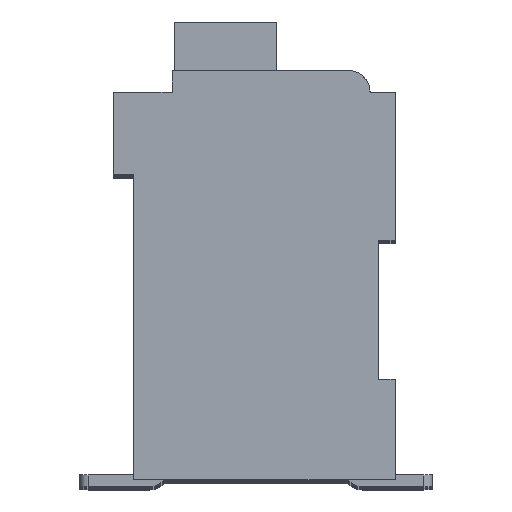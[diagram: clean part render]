
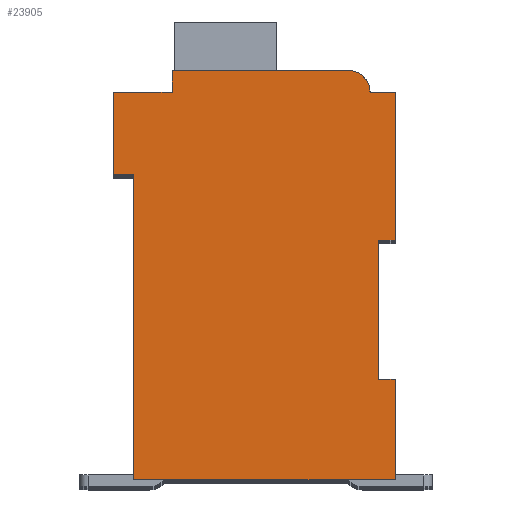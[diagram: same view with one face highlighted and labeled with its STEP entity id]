
A CAD part, top view. The second image highlights one B-rep face of the part: STEP entity #23905.
In plain terms, the highlighted planar face has unit normal (0, 0, 1).
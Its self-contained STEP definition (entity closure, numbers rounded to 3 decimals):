
#5774=DIRECTION('',(1.,0.,0.));
#5775=VECTOR('',#5774,0.5);
#5776=CARTESIAN_POINT('',(7.3,7.15,2.1));
#5777=LINE('',#5776,#5775);
#5778=DIRECTION('',(0.,1.,0.));
#5779=VECTOR('',#5778,4.15);
#5780=CARTESIAN_POINT('',(7.3,3.,2.1));
#5781=LINE('',#5780,#5779);
#5782=DIRECTION('',(-1.,0.,0.));
#5783=VECTOR('',#5782,0.5);
#5784=CARTESIAN_POINT('',(7.8,3.,2.1));
#5785=LINE('',#5784,#5783);
#5786=DIRECTION('',(0.,1.,0.));
#5787=VECTOR('',#5786,3.);
#5788=CARTESIAN_POINT('',(7.8,0.,2.1));
#5789=LINE('',#5788,#5787);
#5790=DIRECTION('',(1.,0.,0.));
#5791=VECTOR('',#5790,7.8);
#5792=CARTESIAN_POINT('',(0.,0.,2.1));
#5793=LINE('',#5792,#5791);
#5794=DIRECTION('',(0.,-1.,0.));
#5795=VECTOR('',#5794,9.1);
#5796=CARTESIAN_POINT('',(0.,9.1,2.1));
#5797=LINE('',#5796,#5795);
#5798=DIRECTION('',(1.,0.,0.));
#5799=VECTOR('',#5798,0.6);
#5800=CARTESIAN_POINT('',(-0.6,9.1,2.1));
#5801=LINE('',#5800,#5799);
#5802=DIRECTION('',(0.,-1.,0.));
#5803=VECTOR('',#5802,2.45);
#5804=CARTESIAN_POINT('',(-0.6,11.55,2.1));
#5805=LINE('',#5804,#5803);
#5806=DIRECTION('',(-1.,0.,0.));
#5807=VECTOR('',#5806,1.75);
#5808=CARTESIAN_POINT('',(1.15,11.55,2.1));
#5809=LINE('',#5808,#5807);
#5810=DIRECTION('',(0.,-1.,0.));
#5811=VECTOR('',#5810,0.65);
#5812=CARTESIAN_POINT('',(1.15,12.2,2.1));
#5813=LINE('',#5812,#5811);
#5814=DIRECTION('',(-1.,0.,0.));
#5815=VECTOR('',#5814,5.25);
#5816=CARTESIAN_POINT('',(6.4,12.2,2.1));
#5817=LINE('',#5816,#5815);
#5818=CARTESIAN_POINT('',(6.4,11.55,2.1));
#5819=DIRECTION('',(0.,0.,1.));
#5820=DIRECTION('',(1.,0.,0.));
#5821=AXIS2_PLACEMENT_3D('',#5818,#5819,#5820);
#5823=DIRECTION('',(-1.,0.,0.));
#5824=VECTOR('',#5823,0.75);
#5825=CARTESIAN_POINT('',(7.8,11.55,2.1));
#5826=LINE('',#5825,#5824);
#5827=DIRECTION('',(0.,1.,0.));
#5828=VECTOR('',#5827,4.4);
#5829=CARTESIAN_POINT('',(7.8,7.15,2.1));
#5830=LINE('',#5829,#5828);
#13873=CARTESIAN_POINT('',(7.3,7.15,2.1));
#13874=CARTESIAN_POINT('',(7.8,7.15,2.1));
#13875=VERTEX_POINT('',#13873);
#13876=VERTEX_POINT('',#13874);
#13877=CARTESIAN_POINT('',(7.8,11.55,2.1));
#13878=VERTEX_POINT('',#13877);
#13879=CARTESIAN_POINT('',(7.05,11.55,2.1));
#13880=VERTEX_POINT('',#13879);
#13881=CARTESIAN_POINT('',(6.4,12.2,2.1));
#13882=VERTEX_POINT('',#13881);
#13883=CARTESIAN_POINT('',(1.15,12.2,2.1));
#13884=VERTEX_POINT('',#13883);
#13885=CARTESIAN_POINT('',(1.15,11.55,2.1));
#13886=VERTEX_POINT('',#13885);
#13887=CARTESIAN_POINT('',(-0.6,11.55,2.1));
#13888=VERTEX_POINT('',#13887);
#13889=CARTESIAN_POINT('',(-0.6,9.1,2.1));
#13890=VERTEX_POINT('',#13889);
#13891=CARTESIAN_POINT('',(0.,9.1,2.1));
#13892=VERTEX_POINT('',#13891);
#13893=CARTESIAN_POINT('',(0.,0.,2.1));
#13894=VERTEX_POINT('',#13893);
#13895=CARTESIAN_POINT('',(7.8,0.,2.1));
#13896=VERTEX_POINT('',#13895);
#13897=CARTESIAN_POINT('',(7.8,3.,2.1));
#13898=VERTEX_POINT('',#13897);
#13899=CARTESIAN_POINT('',(7.3,3.,2.1));
#13900=VERTEX_POINT('',#13899);
#23884=CARTESIAN_POINT('',(0.,0.,2.1));
#23885=DIRECTION('',(0.,0.,1.));
#23886=DIRECTION('',(1.,0.,0.));
#23887=AXIS2_PLACEMENT_3D('',#23884,#23885,#23886);
#23888=PLANE('',#23887);
#23889=ORIENTED_EDGE('',*,*,#18238,.F.);
#23890=ORIENTED_EDGE('',*,*,#18902,.F.);
#23891=ORIENTED_EDGE('',*,*,#19436,.F.);
#23892=ORIENTED_EDGE('',*,*,#19791,.F.);
#23893=ORIENTED_EDGE('',*,*,#20206,.F.);
#23894=ORIENTED_EDGE('',*,*,#20759,.F.);
#23895=ORIENTED_EDGE('',*,*,#21356,.F.);
#23896=ORIENTED_EDGE('',*,*,#21575,.F.);
#23897=ORIENTED_EDGE('',*,*,#21905,.F.);
#23898=ORIENTED_EDGE('',*,*,#22544,.F.);
#23899=ORIENTED_EDGE('',*,*,#23044,.F.);
#23900=ORIENTED_EDGE('',*,*,#21956,.F.);
#23901=ORIENTED_EDGE('',*,*,#22365,.F.);
#23902=ORIENTED_EDGE('',*,*,#18797,.F.);
#23903=EDGE_LOOP('',(#23889,#23890,#23891,#23892,#23893,#23894,#23895,#23896,
#23897,#23898,#23899,#23900,#23901,#23902));
#23904=FACE_OUTER_BOUND('',#23903,.F.);
#5822=CIRCLE('',#5821,0.65);
#18238=EDGE_CURVE('',#13875,#13876,#5777,.T.);
#18797=EDGE_CURVE('',#13876,#13878,#5830,.T.);
#18902=EDGE_CURVE('',#13900,#13875,#5781,.T.);
#19436=EDGE_CURVE('',#13898,#13900,#5785,.T.);
#19791=EDGE_CURVE('',#13896,#13898,#5789,.T.);
#20206=EDGE_CURVE('',#13894,#13896,#5793,.T.);
#20759=EDGE_CURVE('',#13892,#13894,#5797,.T.);
#21356=EDGE_CURVE('',#13890,#13892,#5801,.T.);
#21575=EDGE_CURVE('',#13888,#13890,#5805,.T.);
#21905=EDGE_CURVE('',#13886,#13888,#5809,.T.);
#21956=EDGE_CURVE('',#13880,#13882,#5822,.T.);
#22365=EDGE_CURVE('',#13878,#13880,#5826,.T.);
#22544=EDGE_CURVE('',#13884,#13886,#5813,.T.);
#23044=EDGE_CURVE('',#13882,#13884,#5817,.T.);
#23905=ADVANCED_FACE('',(#23904),#23888,.T.);
